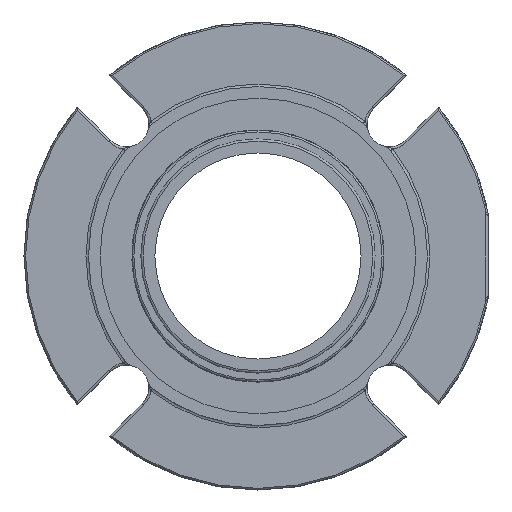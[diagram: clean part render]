
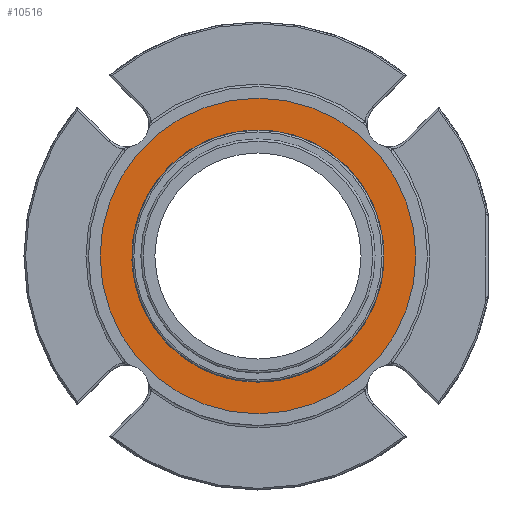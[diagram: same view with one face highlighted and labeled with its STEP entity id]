
A CAD part, left-side view. The second image highlights one B-rep face of the part: STEP entity #10516.
In plain terms, the highlighted planar face has unit normal (-1, 0, 0).
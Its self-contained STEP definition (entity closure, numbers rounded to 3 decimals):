
#998=PLANE('',#11544);
#4623=ORIENTED_EDGE('',*,*,#6542,.T.);
#4624=ORIENTED_EDGE('',*,*,#6541,.F.);
#6541=EDGE_CURVE('',#7653,#7653,#8318,.F.);
#6542=EDGE_CURVE('',#7654,#7654,#8319,.T.);
#7653=VERTEX_POINT('',#22098);
#7654=VERTEX_POINT('',#22101);
#8318=CIRCLE('',#11543,58.103);
#8319=CIRCLE('',#11545,72.733);
#8968=EDGE_LOOP('',(#4623));
#8969=EDGE_LOOP('',(#4624));
#9671=FACE_BOUND('',#8968,.T.);
#9672=FACE_BOUND('',#8969,.T.);
#10516=ADVANCED_FACE('',(#9671,#9672),#998,.F.);
#11543=AXIS2_PLACEMENT_3D('',#22097,#13952,#13953);
#11544=AXIS2_PLACEMENT_3D('',#22099,#13954,#13955);
#11545=AXIS2_PLACEMENT_3D('',#22100,#13956,#13957);
#13952=DIRECTION('',(1.,0.,0.));
#13953=DIRECTION('',(0.,0.,-1.));
#13954=DIRECTION('',(1.,0.,0.));
#13955=DIRECTION('',(0.,0.,-1.));
#13956=DIRECTION('',(-1.,0.,0.));
#13957=DIRECTION('',(0.,0.,1.));
#22097=CARTESIAN_POINT('',(-10.236,0.,0.));
#22098=CARTESIAN_POINT('',(-10.236,0.,-58.103));
#22099=CARTESIAN_POINT('',(-10.236,0.,72.733));
#22100=CARTESIAN_POINT('',(-10.236,0.,0.));
#22101=CARTESIAN_POINT('',(-10.236,0.,72.733));
